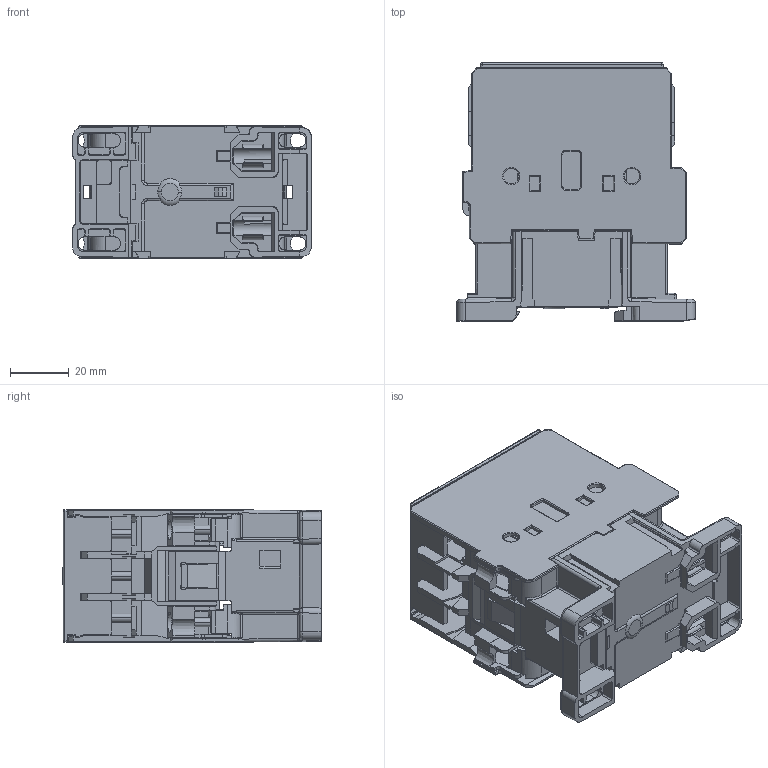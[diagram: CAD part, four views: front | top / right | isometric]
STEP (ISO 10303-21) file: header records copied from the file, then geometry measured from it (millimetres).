
FILE_DESCRIPTION((''),'2;1');
FILE_NAME('CEM25_ASM','2018-05-14T',('luka.skrinjar'),('Audax d.o.o.'),'CREO PARAMETRIC BY PTC INC, 2016050','CREO PARAMETRIC BY PTC INC, 2016050','');
FILE_SCHEMA(('AUTOMOTIVE_DESIGN { 1 0 10303 214 1 1 1 1 }'));
Products named in the file (13): CWM25_1_1; CWM25_1_2; CWM25_1_3; CWM25_1_4; CWM25_1_5; CWM25_1_6; CWM25_1_7; CWM25_1_8; CWM25_1_9; CWM25_1_10; CWM25_1_11; CWM25_1_ASM; CEM25_ASM
Assembly tree (12 placements, depth 3):
  CEM25_ASM
    CWM25_1_ASM
      CWM25_1_1
      CWM25_1_2
      CWM25_1_3
      CWM25_1_4
      CWM25_1_5
      CWM25_1_6
      CWM25_1_7
      CWM25_1_8
      CWM25_1_9
      CWM25_1_10
      CWM25_1_11
Bounding box: 81 x 87.75 x 45 mm (x, y, z)
Volume: 11174 mm3; surface area: 77660 mm2
Topology: 11 solids, 19 shells, 2676 faces, 7619 edges, 4923 vertices
Faces by surface type: plane 1728, cylinder 553, extrusion 120, cone 116, bspline 80, torus 62, sphere 17
Entity records: 96880 total; most frequent: CARTESIAN_POINT 29054, ORIENTED_EDGE 15106, DIRECTION 12145, EDGE_CURVE 7603, VECTOR 5213, LINE 5093, VERTEX_POINT 4923, AXIS2_PLACEMENT_3D 3466
